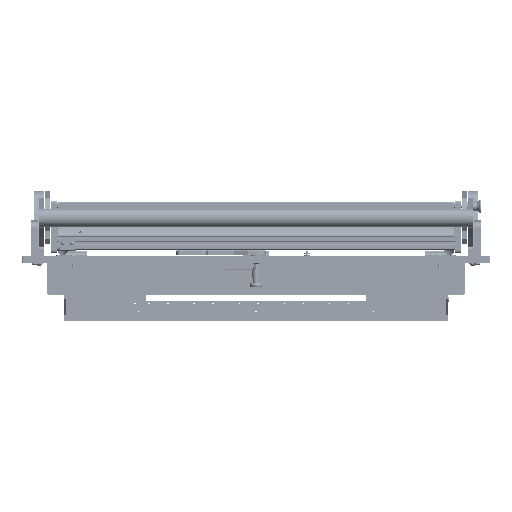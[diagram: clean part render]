
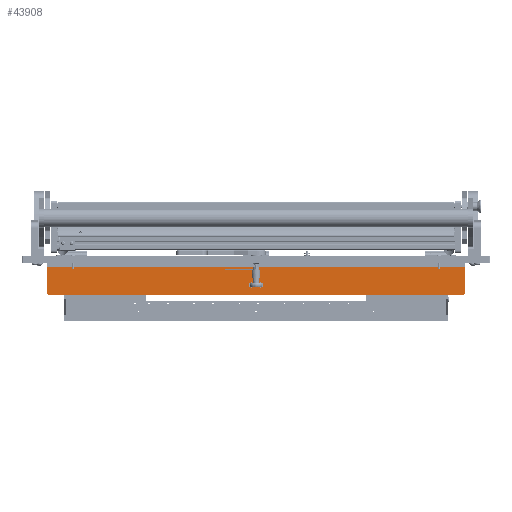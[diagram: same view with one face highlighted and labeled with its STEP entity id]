
A CAD part, top view. The second image highlights one B-rep face of the part: STEP entity #43908.
In plain terms, the highlighted face is planar.
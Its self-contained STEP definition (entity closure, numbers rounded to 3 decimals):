
#182 = DIRECTION ( 'NONE',  ( 0., -1., 0. ) ) ;
#982 = DIRECTION ( 'NONE',  ( 0., -1., 0. ) ) ;
#2058 = DIRECTION ( 'NONE',  ( 1., 0., 0. ) ) ;
#3160 = ORIENTED_EDGE ( 'NONE', *, *, #55074, .T. ) ;
#3198 = PLANE ( 'NONE',  #79240 ) ;
#3606 = FACE_BOUND ( 'NONE', #57472, .T. ) ;
#5380 = CARTESIAN_POINT ( 'NONE',  ( -6., -6., -320. ) ) ;
#5869 = FACE_BOUND ( 'NONE', #26648, .T. ) ;
#6972 = VERTEX_POINT ( 'NONE', #75048 ) ;
#6989 = VECTOR ( 'NONE', #182, 1000. ) ;
#7663 = CIRCLE ( 'NONE', #68826, 1.7 ) ;
#8090 = VECTOR ( 'NONE', #8566, 1000. ) ;
#8178 = EDGE_CURVE ( 'NONE', #78153, #33163, #7663, .T. ) ;
#8566 = DIRECTION ( 'NONE',  ( 0., 0., -1. ) ) ;
#10038 = VERTEX_POINT ( 'NONE', #14442 ) ;
#10380 = LINE ( 'NONE', #66196, #24430 ) ;
#12148 = LINE ( 'NONE', #25032, #24188 ) ;
#13361 = DIRECTION ( 'NONE',  ( 0., 1., 0. ) ) ;
#14442 = CARTESIAN_POINT ( 'NONE',  ( -6., -34., -8.7 ) ) ;
#15078 = DIRECTION ( 'NONE',  ( 1., 0., 0. ) ) ;
#15719 = ORIENTED_EDGE ( 'NONE', *, *, #71339, .T. ) ;
#17513 = EDGE_CURVE ( 'NONE', #79979, #79561, #64253, .T. ) ;
#17526 = EDGE_CURVE ( 'NONE', #6972, #42658, #44672, .T. ) ;
#19120 = AXIS2_PLACEMENT_3D ( 'NONE', #77463, #82110, #20446 ) ;
#19336 = CARTESIAN_POINT ( 'NONE',  ( -6., -34., 8.7 ) ) ;
#20446 = DIRECTION ( 'NONE',  ( 0., 1., 0. ) ) ;
#21098 = LINE ( 'NONE', #34378, #8090 ) ;
#24090 = VERTEX_POINT ( 'NONE', #72309 ) ;
#24188 = VECTOR ( 'NONE', #75806, 1000. ) ;
#24430 = VECTOR ( 'NONE', #47816, 1000. ) ;
#24603 = CARTESIAN_POINT ( 'NONE',  ( -6., -50., 320. ) ) ;
#24893 = CARTESIAN_POINT ( 'NONE',  ( -6., -50., 317. ) ) ;
#25032 = CARTESIAN_POINT ( 'NONE',  ( -6., -47., 320. ) ) ;
#25758 = CIRCLE ( 'NONE', #19120, 1.7 ) ;
#25993 = ORIENTED_EDGE ( 'NONE', *, *, #8178, .T. ) ;
#26209 = CARTESIAN_POINT ( 'NONE',  ( -6., -34., 5.3 ) ) ;
#26648 = EDGE_LOOP ( 'NONE', ( #47021, #25993 ) ) ;
#26956 = CARTESIAN_POINT ( 'NONE',  ( -6., -47., 320. ) ) ;
#31690 = DIRECTION ( 'NONE',  ( 0., 0., -1. ) ) ;
#31837 = CARTESIAN_POINT ( 'NONE',  ( -6., -6., 320. ) ) ;
#32428 = AXIS2_PLACEMENT_3D ( 'NONE', #72415, #2058, #52846 ) ;
#32501 = LINE ( 'NONE', #24603, #68382 ) ;
#33163 = VERTEX_POINT ( 'NONE', #26209 ) ;
#33572 = EDGE_CURVE ( 'NONE', #6972, #79979, #21098, .T. ) ;
#34378 = CARTESIAN_POINT ( 'NONE',  ( -6., -6., 320. ) ) ;
#35021 = VERTEX_POINT ( 'NONE', #42951 ) ;
#35033 = AXIS2_PLACEMENT_3D ( 'NONE', #44936, #70378, #13361 ) ;
#36057 = DIRECTION ( 'NONE',  ( 0., 1., 0. ) ) ;
#36787 = ORIENTED_EDGE ( 'NONE', *, *, #53634, .T. ) ;
#39380 = EDGE_CURVE ( 'NONE', #61062, #35021, #32501, .T. ) ;
#41068 = DIRECTION ( 'NONE',  ( 1., 0., 0. ) ) ;
#42658 = VERTEX_POINT ( 'NONE', #26956 ) ;
#42854 = VECTOR ( 'NONE', #982, 1000. ) ;
#42951 = CARTESIAN_POINT ( 'NONE',  ( -6., -50., -317. ) ) ;
#43908 = ADVANCED_FACE ( 'NONE', ( #5869, #3606, #66471 ), #3198, .F. ) ;
#44200 = ORIENTED_EDGE ( 'NONE', *, *, #17513, .T. ) ;
#44593 = EDGE_LOOP ( 'NONE', ( #77518, #36787, #76237, #45220, #44200, #3160 ) ) ;
#44672 = LINE ( 'NONE', #31837, #6989 ) ;
#44936 = CARTESIAN_POINT ( 'NONE',  ( -6., -34., 7. ) ) ;
#45220 = ORIENTED_EDGE ( 'NONE', *, *, #33572, .T. ) ;
#47021 = ORIENTED_EDGE ( 'NONE', *, *, #70585, .T. ) ;
#47816 = DIRECTION ( 'NONE',  ( 0., -0.707, 0.707 ) ) ;
#49576 = CARTESIAN_POINT ( 'NONE',  ( -6., -47., -320. ) ) ;
#52846 = DIRECTION ( 'NONE',  ( 0., 1., 0. ) ) ;
#53634 = EDGE_CURVE ( 'NONE', #61062, #42658, #12148, .T. ) ;
#55074 = EDGE_CURVE ( 'NONE', #79561, #35021, #10380, .T. ) ;
#57472 = EDGE_LOOP ( 'NONE', ( #15719, #74369 ) ) ;
#61062 = VERTEX_POINT ( 'NONE', #24893 ) ;
#64253 = LINE ( 'NONE', #76360, #42854 ) ;
#66196 = CARTESIAN_POINT ( 'NONE',  ( -6., -50., -317. ) ) ;
#66471 = FACE_OUTER_BOUND ( 'NONE', #44593, .T. ) ;
#66886 = CARTESIAN_POINT ( 'NONE',  ( -6., -6., 320. ) ) ;
#68382 = VECTOR ( 'NONE', #31690, 1000. ) ;
#68826 = AXIS2_PLACEMENT_3D ( 'NONE', #72084, #15078, #72494 ) ;
#70378 = DIRECTION ( 'NONE',  ( 1., 0., 0. ) ) ;
#70585 = EDGE_CURVE ( 'NONE', #33163, #78153, #70954, .T. ) ;
#70954 = CIRCLE ( 'NONE', #35033, 1.7 ) ;
#71339 = EDGE_CURVE ( 'NONE', #10038, #24090, #77622, .T. ) ;
#72084 = CARTESIAN_POINT ( 'NONE',  ( -6., -34., 7. ) ) ;
#72309 = CARTESIAN_POINT ( 'NONE',  ( -6., -34., -5.3 ) ) ;
#72403 = EDGE_CURVE ( 'NONE', #24090, #10038, #25758, .T. ) ;
#72415 = CARTESIAN_POINT ( 'NONE',  ( -6., -34., -7. ) ) ;
#72494 = DIRECTION ( 'NONE',  ( 0., 1., 0. ) ) ;
#74369 = ORIENTED_EDGE ( 'NONE', *, *, #72403, .T. ) ;
#75048 = CARTESIAN_POINT ( 'NONE',  ( -6., -6., 320. ) ) ;
#75806 = DIRECTION ( 'NONE',  ( 0., 0.707, 0.707 ) ) ;
#76237 = ORIENTED_EDGE ( 'NONE', *, *, #17526, .F. ) ;
#76360 = CARTESIAN_POINT ( 'NONE',  ( -6., -6., -320. ) ) ;
#77463 = CARTESIAN_POINT ( 'NONE',  ( -6., -34., -7. ) ) ;
#77518 = ORIENTED_EDGE ( 'NONE', *, *, #39380, .F. ) ;
#77622 = CIRCLE ( 'NONE', #32428, 1.7 ) ;
#78153 = VERTEX_POINT ( 'NONE', #19336 ) ;
#79240 = AXIS2_PLACEMENT_3D ( 'NONE', #66886, #41068, #36057 ) ;
#79561 = VERTEX_POINT ( 'NONE', #49576 ) ;
#79979 = VERTEX_POINT ( 'NONE', #5380 ) ;
#82110 = DIRECTION ( 'NONE',  ( 1., 0., 0. ) ) ;
